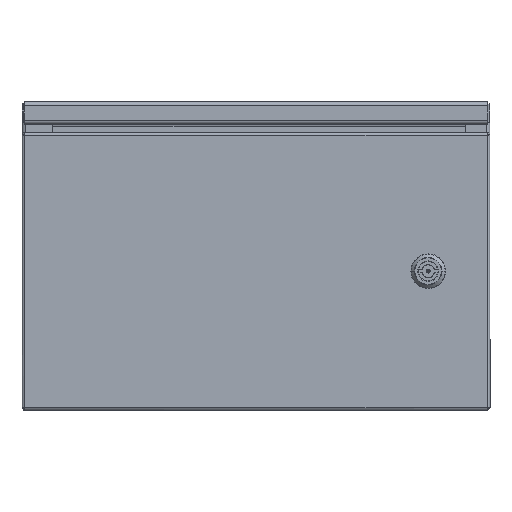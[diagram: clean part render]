
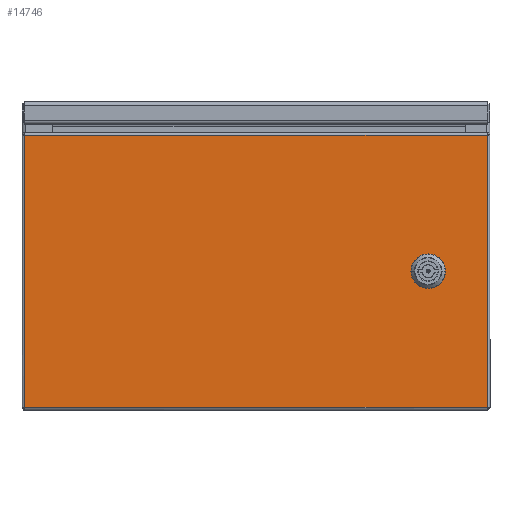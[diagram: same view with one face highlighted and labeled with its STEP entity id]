
A CAD part, top view. The second image highlights one B-rep face of the part: STEP entity #14746.
In plain terms, the highlighted face is planar.
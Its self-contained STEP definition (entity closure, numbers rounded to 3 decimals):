
#634 = CARTESIAN_POINT ( 'NONE',  ( -188., -110.5, 1.5 ) ) ;
#1003 = VERTEX_POINT ( 'NONE', #20807 ) ;
#1092 = VERTEX_POINT ( 'NONE', #24533 ) ;
#1171 = VERTEX_POINT ( 'NONE', #5798 ) ;
#1208 = ORIENTED_EDGE ( 'NONE', *, *, #13856, .T. ) ;
#1467 = VECTOR ( 'NONE', #19718, 1000. ) ;
#1834 = DIRECTION ( 'NONE',  ( 0., 0., 1. ) ) ;
#1919 = ORIENTED_EDGE ( 'NONE', *, *, #11179, .F. ) ;
#1938 = EDGE_CURVE ( 'NONE', #14740, #13786, #19532, .T. ) ;
#2172 = EDGE_CURVE ( 'NONE', #1003, #25914, #3650, .T. ) ;
#2358 = FACE_OUTER_BOUND ( 'NONE', #22798, .T. ) ;
#3065 = DIRECTION ( 'NONE',  ( 1., 0., 0. ) ) ;
#3650 = LINE ( 'NONE', #16485, #19857 ) ;
#4268 = VERTEX_POINT ( 'NONE', #22739 ) ;
#4424 = DIRECTION ( 'NONE',  ( 0., -1., 0. ) ) ;
#5136 = CARTESIAN_POINT ( 'NONE',  ( 134.944, -10.05, 1.5 ) ) ;
#5189 = VECTOR ( 'NONE', #18246, 1000. ) ;
#5743 = EDGE_CURVE ( 'NONE', #26995, #13529, #16730, .T. ) ;
#5798 = CARTESIAN_POINT ( 'NONE',  ( 150.05, 5.056, 1.5 ) ) ;
#6030 = DIRECTION ( 'NONE',  ( 0., 1., 0. ) ) ;
#6306 = EDGE_CURVE ( 'NONE', #6846, #11327, #18339, .T. ) ;
#6522 = CARTESIAN_POINT ( 'NONE',  ( 188., -110.929, 1.5 ) ) ;
#6846 = VERTEX_POINT ( 'NONE', #8067 ) ;
#6923 = LINE ( 'NONE', #10800, #18847 ) ;
#7022 = PLANE ( 'NONE',  #16092 ) ;
#7044 = LINE ( 'NONE', #6522, #23301 ) ;
#7095 = AXIS2_PLACEMENT_3D ( 'NONE', #20398, #7737, #22557 ) ;
#7283 = DIRECTION ( 'NONE',  ( 1., 0., 0. ) ) ;
#7535 = CIRCLE ( 'NONE', #23621, 11.25 ) ;
#7737 = DIRECTION ( 'NONE',  ( 0., 0., 1. ) ) ;
#8067 = CARTESIAN_POINT ( 'NONE',  ( 145.056, 10.05, 1.5 ) ) ;
#8090 = ORIENTED_EDGE ( 'NONE', *, *, #17320, .F. ) ;
#8306 = VECTOR ( 'NONE', #3065, 1000. ) ;
#8656 = CARTESIAN_POINT ( 'NONE',  ( 140., 0., 1.5 ) ) ;
#9143 = DIRECTION ( 'NONE',  ( 1., 0., 0. ) ) ;
#9509 = CARTESIAN_POINT ( 'NONE',  ( -188., 110.5, 1.5 ) ) ;
#9642 = CARTESIAN_POINT ( 'NONE',  ( 134.944, -10.05, 1.5 ) ) ;
#10563 = ORIENTED_EDGE ( 'NONE', *, *, #16448, .T. ) ;
#10773 = DIRECTION ( 'NONE',  ( 1., 0., 0. ) ) ;
#10800 = CARTESIAN_POINT ( 'NONE',  ( -188., 110.929, 1.5 ) ) ;
#11031 = CARTESIAN_POINT ( 'NONE',  ( 140., 0., 1.5 ) ) ;
#11082 = VECTOR ( 'NONE', #7283, 1000. ) ;
#11167 = CARTESIAN_POINT ( 'NONE',  ( 129.95, 5.056, 1.5 ) ) ;
#11179 = EDGE_CURVE ( 'NONE', #1171, #6846, #25061, .T. ) ;
#11327 = VERTEX_POINT ( 'NONE', #22048 ) ;
#11729 = VERTEX_POINT ( 'NONE', #11167 ) ;
#12437 = ORIENTED_EDGE ( 'NONE', *, *, #21318, .F. ) ;
#12950 = FACE_BOUND ( 'NONE', #24366, .T. ) ;
#12980 = CIRCLE ( 'NONE', #7095, 11.25 ) ;
#13165 = DIRECTION ( 'NONE',  ( 1., 0., 0. ) ) ;
#13529 = VERTEX_POINT ( 'NONE', #18204 ) ;
#13786 = VERTEX_POINT ( 'NONE', #23215 ) ;
#13856 = EDGE_CURVE ( 'NONE', #13786, #1003, #7044, .T. ) ;
#13987 = ORIENTED_EDGE ( 'NONE', *, *, #6306, .F. ) ;
#13997 = CARTESIAN_POINT ( 'NONE',  ( 129.95, 5.056, 1.5 ) ) ;
#14502 = CARTESIAN_POINT ( 'NONE',  ( 140., 0., 1.5 ) ) ;
#14740 = VERTEX_POINT ( 'NONE', #634 ) ;
#14746 = ADVANCED_FACE ( 'NONE', ( #12950, #2358 ), #7022, .T. ) ;
#14760 = CIRCLE ( 'NONE', #23513, 11.25 ) ;
#15220 = ORIENTED_EDGE ( 'NONE', *, *, #27191, .F. ) ;
#15492 = CARTESIAN_POINT ( 'NONE',  ( 134.944, 10.05, 1.5 ) ) ;
#16092 = AXIS2_PLACEMENT_3D ( 'NONE', #19671, #21826, #9143 ) ;
#16448 = EDGE_CURVE ( 'NONE', #25914, #14740, #6923, .T. ) ;
#16485 = CARTESIAN_POINT ( 'NONE',  ( 188.429, 110.5, 1.5 ) ) ;
#16581 = DIRECTION ( 'NONE',  ( -1., 0., 0. ) ) ;
#16645 = DIRECTION ( 'NONE',  ( 1., 0., 0. ) ) ;
#16730 = LINE ( 'NONE', #5136, #11082 ) ;
#16982 = ORIENTED_EDGE ( 'NONE', *, *, #5743, .F. ) ;
#17142 = LINE ( 'NONE', #13997, #5189 ) ;
#17320 = EDGE_CURVE ( 'NONE', #4268, #26995, #7535, .T. ) ;
#17778 = CARTESIAN_POINT ( 'NONE',  ( -188.429, -110.5, 1.5 ) ) ;
#18204 = CARTESIAN_POINT ( 'NONE',  ( 145.056, -10.05, 1.5 ) ) ;
#18246 = DIRECTION ( 'NONE',  ( 0., -1., 0. ) ) ;
#18339 = LINE ( 'NONE', #15492, #1467 ) ;
#18706 = CARTESIAN_POINT ( 'NONE',  ( 150.05, 5.056, 1.5 ) ) ;
#18847 = VECTOR ( 'NONE', #4424, 1000. ) ;
#18866 = ORIENTED_EDGE ( 'NONE', *, *, #1938, .T. ) ;
#18902 = VECTOR ( 'NONE', #6030, 1000. ) ;
#19532 = LINE ( 'NONE', #17778, #8306 ) ;
#19671 = CARTESIAN_POINT ( 'NONE',  ( -190., -112.5, 1.5 ) ) ;
#19711 = ORIENTED_EDGE ( 'NONE', *, *, #2172, .T. ) ;
#19718 = DIRECTION ( 'NONE',  ( -1., 0., 0. ) ) ;
#19857 = VECTOR ( 'NONE', #16581, 1000. ) ;
#20213 = LINE ( 'NONE', #18706, #18902 ) ;
#20398 = CARTESIAN_POINT ( 'NONE',  ( 140., 0., 1.5 ) ) ;
#20616 = EDGE_CURVE ( 'NONE', #11729, #4268, #17142, .T. ) ;
#20807 = CARTESIAN_POINT ( 'NONE',  ( 188., 110.5, 1.5 ) ) ;
#21318 = EDGE_CURVE ( 'NONE', #13529, #1092, #14760, .T. ) ;
#21320 = AXIS2_PLACEMENT_3D ( 'NONE', #11031, #25912, #13165 ) ;
#21826 = DIRECTION ( 'NONE',  ( 0., 0., 1. ) ) ;
#22048 = CARTESIAN_POINT ( 'NONE',  ( 134.944, 10.05, 1.5 ) ) ;
#22557 = DIRECTION ( 'NONE',  ( 1., 0., 0. ) ) ;
#22739 = CARTESIAN_POINT ( 'NONE',  ( 129.95, -5.056, 1.5 ) ) ;
#22798 = EDGE_LOOP ( 'NONE', ( #10563, #18866, #1208, #19711 ) ) ;
#23215 = CARTESIAN_POINT ( 'NONE',  ( 188., -110.5, 1.5 ) ) ;
#23301 = VECTOR ( 'NONE', #23489, 1000. ) ;
#23489 = DIRECTION ( 'NONE',  ( 0., 1., 0. ) ) ;
#23493 = DIRECTION ( 'NONE',  ( 0., 0., 1. ) ) ;
#23513 = AXIS2_PLACEMENT_3D ( 'NONE', #14502, #1834, #16645 ) ;
#23621 = AXIS2_PLACEMENT_3D ( 'NONE', #8656, #23493, #10773 ) ;
#24366 = EDGE_LOOP ( 'NONE', ( #1919, #15220, #12437, #16982, #8090, #27203, #25376, #13987 ) ) ;
#24533 = CARTESIAN_POINT ( 'NONE',  ( 150.05, -5.056, 1.5 ) ) ;
#25061 = CIRCLE ( 'NONE', #21320, 11.25 ) ;
#25376 = ORIENTED_EDGE ( 'NONE', *, *, #26571, .F. ) ;
#25912 = DIRECTION ( 'NONE',  ( 0., 0., 1. ) ) ;
#25914 = VERTEX_POINT ( 'NONE', #9509 ) ;
#26571 = EDGE_CURVE ( 'NONE', #11327, #11729, #12980, .T. ) ;
#26995 = VERTEX_POINT ( 'NONE', #9642 ) ;
#27191 = EDGE_CURVE ( 'NONE', #1092, #1171, #20213, .T. ) ;
#27203 = ORIENTED_EDGE ( 'NONE', *, *, #20616, .F. ) ;
